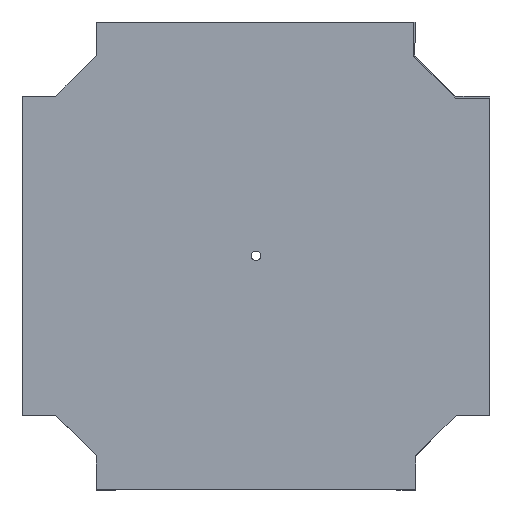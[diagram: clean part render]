
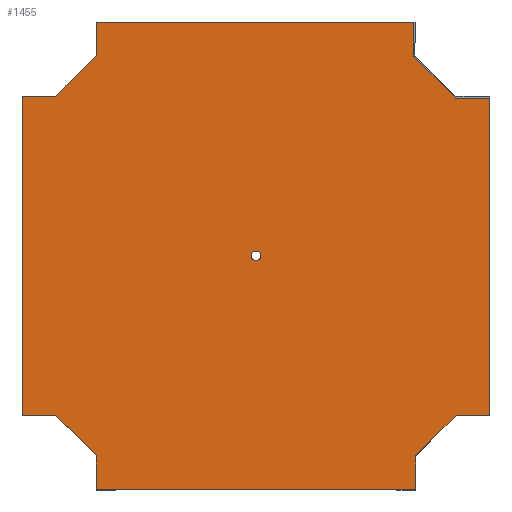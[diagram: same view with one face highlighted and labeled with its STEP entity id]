
A CAD part, top view. The second image highlights one B-rep face of the part: STEP entity #1455.
In plain terms, the highlighted planar face has unit normal (0, 0, 1).
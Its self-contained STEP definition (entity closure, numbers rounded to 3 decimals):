
#50=FACE_BOUND('',#230,.T.);
#71=CIRCLE('',#1536,0.5);
#148=FACE_OUTER_BOUND('',#229,.T.);
#229=EDGE_LOOP('',(#1308,#1309,#1310,#1311,#1312,#1313,#1314,#1315,#1316,
#1317,#1318,#1319,#1320,#1321,#1322,#1323));
#230=EDGE_LOOP('',(#1324));
#255=LINE('',#2037,#423);
#265=LINE('',#2059,#433);
#304=LINE('',#2143,#472);
#337=LINE('',#2247,#505);
#348=LINE('',#2279,#516);
#352=LINE('',#2298,#520);
#362=LINE('',#2320,#530);
#365=LINE('',#2326,#533);
#367=LINE('',#2329,#535);
#370=LINE('',#2335,#538);
#373=LINE('',#2341,#541);
#377=LINE('',#2348,#545);
#394=LINE('',#2385,#562);
#395=LINE('',#2387,#563);
#397=LINE('',#2391,#565);
#398=LINE('',#2393,#566);
#423=VECTOR('',#1627,10.);
#433=VECTOR('',#1641,10.);
#472=VECTOR('',#1700,10.);
#505=VECTOR('',#1811,10.);
#516=VECTOR('',#1846,10.);
#520=VECTOR('',#1868,10.);
#530=VECTOR('',#1894,10.);
#533=VECTOR('',#1899,10.);
#535=VECTOR('',#1903,10.);
#538=VECTOR('',#1908,10.);
#541=VECTOR('',#1913,10.);
#545=VECTOR('',#1919,10.);
#562=VECTOR('',#1964,10.);
#563=VECTOR('',#1967,10.);
#565=VECTOR('',#1971,10.);
#566=VECTOR('',#1974,10.);
#591=VERTEX_POINT('',#2034);
#592=VERTEX_POINT('',#2036);
#601=VERTEX_POINT('',#2056);
#602=VERTEX_POINT('',#2058);
#636=VERTEX_POINT('',#2140);
#637=VERTEX_POINT('',#2142);
#668=VERTEX_POINT('',#2244);
#669=VERTEX_POINT('',#2246);
#673=VERTEX_POINT('',#2258);
#678=VERTEX_POINT('',#2277);
#684=VERTEX_POINT('',#2296);
#688=VERTEX_POINT('',#2317);
#690=VERTEX_POINT('',#2323);
#691=VERTEX_POINT('',#2331);
#693=VERTEX_POINT('',#2337);
#702=VERTEX_POINT('',#2383);
#703=VERTEX_POINT('',#2389);
#731=EDGE_CURVE('',#592,#591,#255,.T.);
#742=EDGE_CURVE('',#602,#601,#265,.T.);
#783=EDGE_CURVE('',#637,#636,#304,.T.);
#837=EDGE_CURVE('',#669,#668,#337,.T.);
#844=EDGE_CURVE('',#673,#673,#71,.T.);
#853=EDGE_CURVE('',#668,#678,#348,.T.);
#863=EDGE_CURVE('',#636,#684,#352,.T.);
#874=EDGE_CURVE('',#688,#669,#362,.T.);
#877=EDGE_CURVE('',#690,#688,#365,.T.);
#879=EDGE_CURVE('',#601,#690,#367,.T.);
#882=EDGE_CURVE('',#691,#602,#370,.T.);
#885=EDGE_CURVE('',#693,#691,#373,.T.);
#889=EDGE_CURVE('',#591,#693,#377,.T.);
#906=EDGE_CURVE('',#684,#702,#394,.T.);
#907=EDGE_CURVE('',#702,#592,#395,.T.);
#909=EDGE_CURVE('',#703,#637,#397,.T.);
#910=EDGE_CURVE('',#678,#703,#398,.T.);
#1308=ORIENTED_EDGE('',*,*,#837,.T.);
#1309=ORIENTED_EDGE('',*,*,#853,.T.);
#1310=ORIENTED_EDGE('',*,*,#910,.T.);
#1311=ORIENTED_EDGE('',*,*,#909,.T.);
#1312=ORIENTED_EDGE('',*,*,#783,.T.);
#1313=ORIENTED_EDGE('',*,*,#863,.T.);
#1314=ORIENTED_EDGE('',*,*,#906,.T.);
#1315=ORIENTED_EDGE('',*,*,#907,.T.);
#1316=ORIENTED_EDGE('',*,*,#731,.T.);
#1317=ORIENTED_EDGE('',*,*,#889,.T.);
#1318=ORIENTED_EDGE('',*,*,#885,.T.);
#1319=ORIENTED_EDGE('',*,*,#882,.T.);
#1320=ORIENTED_EDGE('',*,*,#742,.T.);
#1321=ORIENTED_EDGE('',*,*,#879,.T.);
#1322=ORIENTED_EDGE('',*,*,#877,.T.);
#1323=ORIENTED_EDGE('',*,*,#874,.T.);
#1324=ORIENTED_EDGE('',*,*,#844,.T.);
#1383=PLANE('',#1586);
#1455=ADVANCED_FACE('',(#148,#50),#1383,.T.);
#1536=AXIS2_PLACEMENT_3D('',#2260,#1822,#1823);
#1586=AXIS2_PLACEMENT_3D('',#2395,#1977,#1978);
#1627=DIRECTION('',(1.,0.,0.));
#1641=DIRECTION('',(0.,1.,0.));
#1700=DIRECTION('',(0.,-1.,0.));
#1811=DIRECTION('',(-1.,0.,0.));
#1822=DIRECTION('center_axis',(0.,0.,-1.));
#1823=DIRECTION('ref_axis',(1.,0.,0.));
#1846=DIRECTION('',(0.,-1.,0.));
#1868=DIRECTION('',(1.,0.,0.));
#1894=DIRECTION('',(0.,1.,0.));
#1899=DIRECTION('',(-0.707,0.707,0.));
#1903=DIRECTION('',(-1.,0.,0.));
#1908=DIRECTION('',(1.,0.,0.));
#1913=DIRECTION('',(0.707,0.707,0.));
#1919=DIRECTION('',(0.,1.,0.));
#1964=DIRECTION('',(0.707,-0.707,0.));
#1967=DIRECTION('',(0.,-1.,0.));
#1971=DIRECTION('',(-1.,0.,0.));
#1974=DIRECTION('',(-0.707,-0.707,0.));
#1977=DIRECTION('center_axis',(0.,0.,1.));
#1978=DIRECTION('ref_axis',(1.,0.,0.));
#2034=CARTESIAN_POINT('',(17.001,-24.9,4.));
#2036=CARTESIAN_POINT('',(-17.001,-24.9,4.));
#2037=CARTESIAN_POINT('',(-17.001,-24.9,4.));
#2056=CARTESIAN_POINT('',(24.9,16.801,4.));
#2058=CARTESIAN_POINT('',(24.9,-17.001,4.));
#2059=CARTESIAN_POINT('',(24.9,-17.001,4.));
#2140=CARTESIAN_POINT('',(-24.9,-17.001,4.));
#2142=CARTESIAN_POINT('',(-24.9,17.001,4.));
#2143=CARTESIAN_POINT('',(-24.9,17.001,4.));
#2244=CARTESIAN_POINT('',(-17.001,24.9,4.));
#2246=CARTESIAN_POINT('',(16.801,24.9,4.));
#2247=CARTESIAN_POINT('',(0.,24.9,4.));
#2258=CARTESIAN_POINT('',(-0.5,0.,4.));
#2260=CARTESIAN_POINT('Origin',(0.,0.,
4.));
#2277=CARTESIAN_POINT('',(-17.001,21.324,4.));
#2279=CARTESIAN_POINT('',(-17.001,25.1,4.));
#2296=CARTESIAN_POINT('',(-21.324,-17.001,4.));
#2298=CARTESIAN_POINT('',(-25.1,-17.001,4.));
#2317=CARTESIAN_POINT('',(16.801,21.241,4.));
#2320=CARTESIAN_POINT('',(16.801,24.9,4.));
#2323=CARTESIAN_POINT('',(21.241,16.801,4.));
#2326=CARTESIAN_POINT('',(19.021,19.021,4.));
#2329=CARTESIAN_POINT('',(21.241,16.801,4.));
#2331=CARTESIAN_POINT('',(21.324,-17.001,4.));
#2335=CARTESIAN_POINT('',(21.324,-17.001,4.));
#2337=CARTESIAN_POINT('',(17.001,-21.324,4.));
#2341=CARTESIAN_POINT('',(17.001,-21.324,4.));
#2348=CARTESIAN_POINT('',(17.001,-25.1,4.));
#2383=CARTESIAN_POINT('',(-17.001,-21.324,4.));
#2385=CARTESIAN_POINT('',(-21.324,-17.001,4.));
#2387=CARTESIAN_POINT('',(-17.001,-21.324,4.));
#2389=CARTESIAN_POINT('',(-21.324,17.001,4.));
#2391=CARTESIAN_POINT('',(-21.324,17.001,4.));
#2393=CARTESIAN_POINT('',(-17.001,21.324,4.));
#2395=CARTESIAN_POINT('Origin',(0.,0.,4.));
